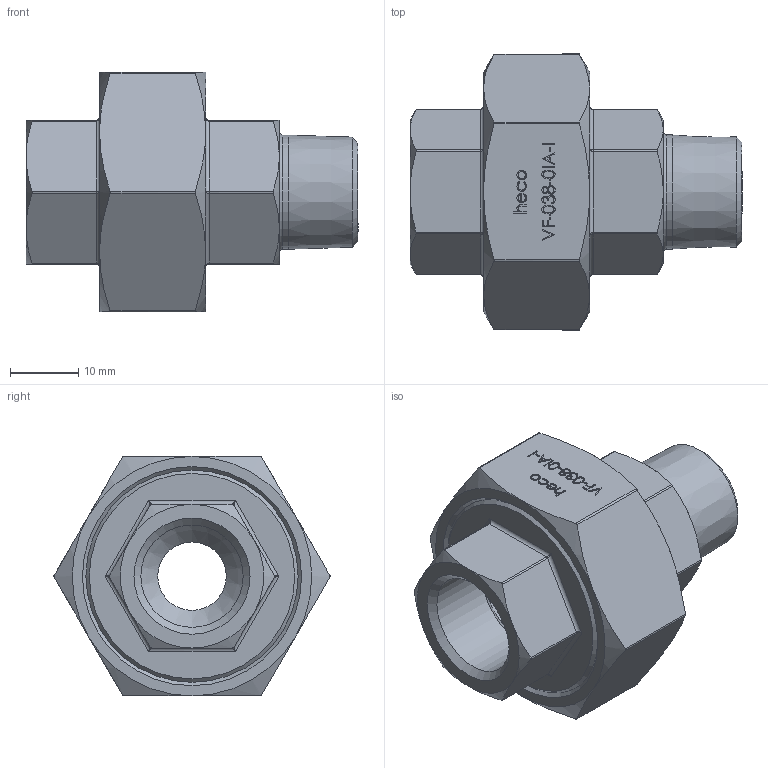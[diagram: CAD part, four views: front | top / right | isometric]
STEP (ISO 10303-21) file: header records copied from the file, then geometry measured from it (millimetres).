
FILE_DESCRIPTION (( 'STEP AP214' ), '1' );
FILE_NAME ('heco_VF-038-0IA-I.STEP', '2016-07-06T14:15:10', ( '' ), ( '' ), 'SwSTEP 2.0', 'SolidWorks 2011', '' );
FILE_SCHEMA (( 'AUTOMOTIVE_DESIGN' ));
Length unit declared in the file: millimetre
Products named in the file (1): heco_VF-038-0IA-I
Bounding box: 48.5 x 40.32 x 35.05 mm (x, y, z)
Volume: 18389.4 mm3; surface area: 8108.8 mm2
Topology: 1 solids, 1 shells, 281 faces, 691 edges, 430 vertices
Faces by surface type: plane 114, bspline 96, cylinder 37, cone 32, torus 2
Full cylindrical faces by diameter (mm): 10 x1, 14.95 x1, 16.662 x1, 17.062 x1, 29 x1, 30.4 x1, 31 x1
Entity records: 14837 total; most frequent: CARTESIAN_POINT 7376, ORIENTED_EDGE 1318, DIRECTION 802, EDGE_CURVE 659, VERTEX_POINT 427, VECTOR 336, LINE 336, EDGE_LOOP 330
